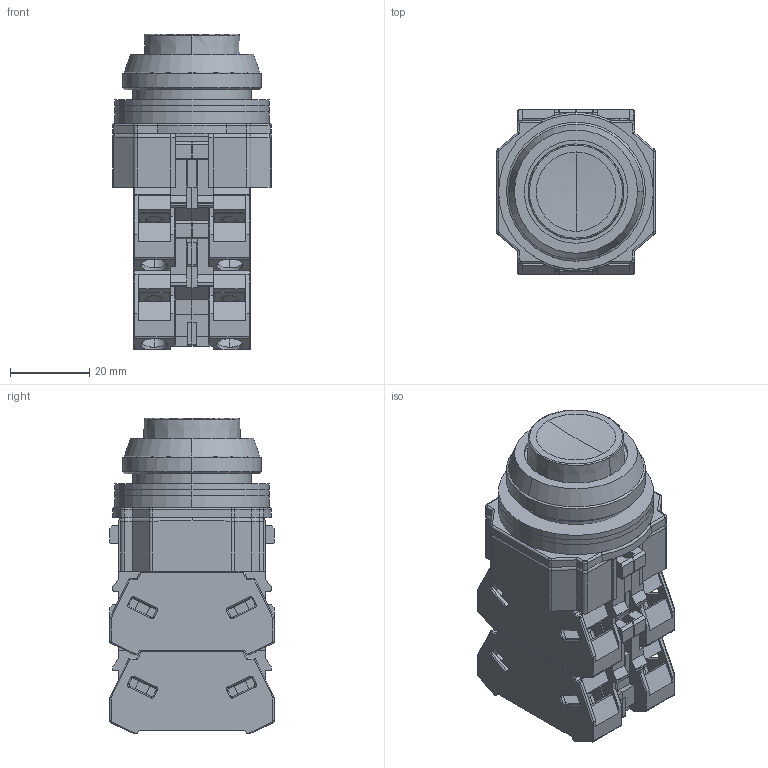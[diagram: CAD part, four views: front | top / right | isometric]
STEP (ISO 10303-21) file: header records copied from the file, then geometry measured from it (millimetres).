
FILE_DESCRIPTION (( 'STEP AP203' ), '1' );
FILE_NAME ('OUTSIDE-ABD2_AOD2.STEP', '2017-03-13T03:47:36', ( '' ), ( '' ), 'SwSTEP 2.0', 'SolidWorks 2014', '' );
FILE_SCHEMA (( 'CONFIG_CONTROL_DESIGN' ));
Length unit declared in the file: millimetre
Products named in the file (6): OUTSIDE-OG-11; OUTSIDE-OW-12; OUTSIDE-ABD2_AOD2_BODY; OUTSIDE-HW-U; OUTSIDE-OW-11; OUTSIDE-ABD2_AOD2
Assembly tree (9 placements, depth 2):
  OUTSIDE-ABD2_AOD2
    OUTSIDE-ABD2_AOD2_BODY
    OUTSIDE-OW-12
    OUTSIDE-OW-11  x2
    OUTSIDE-OG-11
    OUTSIDE-HW-U  x4
Bounding box: 40 x 41.4 x 79.4 mm (x, y, z)
Volume: 78465.8 mm3; surface area: 34008.3 mm2
Topology: 10 solids, 10 shells, 1286 faces, 3476 edges, 2215 vertices
Faces by surface type: plane 743, cylinder 346, bspline 152, cone 24, torus 11, sphere 10
Entity records: 16855 total; most frequent: CARTESIAN_POINT 4622, ORIENTED_EDGE 2482, DIRECTION 2291, EDGE_CURVE 1241, LINE 849, VECTOR 849, VERTEX_POINT 791, AXIS2_PLACEMENT_3D 721
